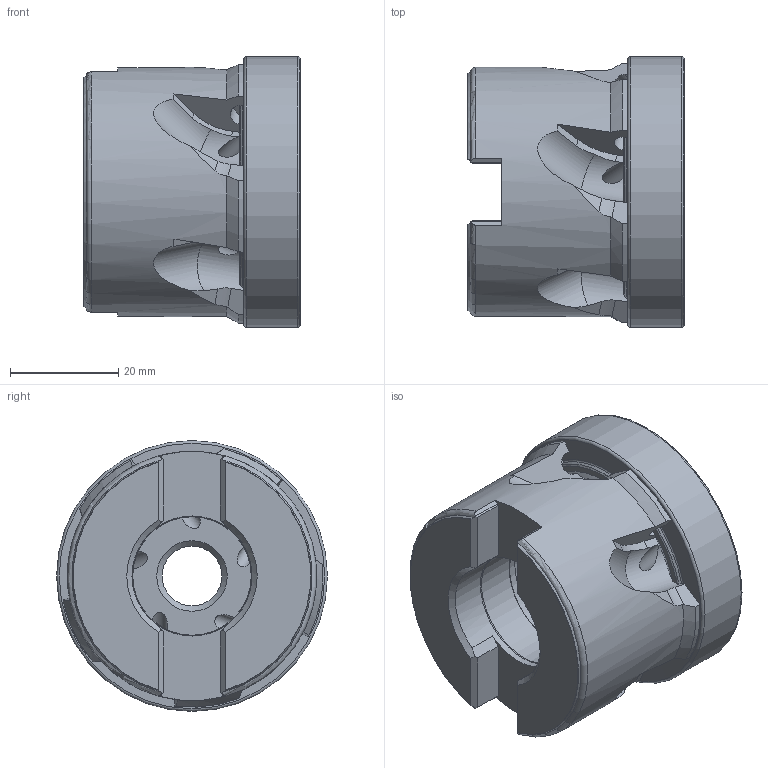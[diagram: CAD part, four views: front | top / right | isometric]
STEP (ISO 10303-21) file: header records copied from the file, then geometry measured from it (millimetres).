
FILE_DESCRIPTION (( 'STEP AP214' ), '1' );
FILE_NAME ('90PP-050-10-5.STEP', '2014-11-18T08:55:06', ( '' ), ( '' ), 'SwSTEP 2.0', 'SolidWorks 2014', '' );
FILE_SCHEMA (( 'AUTOMOTIVE_DESIGN' ));
Length unit declared in the file: millimetre
Products named in the file (1): 90PP-050-10-5
Bounding box: 39.99 x 49.96 x 49.96 mm (x, y, z)
Volume: 50299.9 mm3; surface area: 13492.1 mm2
Topology: 1 solids, 1 shells, 225 faces, 670 edges, 440 vertices
Faces by surface type: plane 113, cylinder 62, cone 30, torus 20
Full cylindrical faces by diameter (mm): 3 x5, 11 x1, 16.5 x1, 22 x1, 22.15 x1, 22.3 x1, 46 x1, 49.962 x1
Entity records: 8790 total; most frequent: CARTESIAN_POINT 2908, ORIENTED_EDGE 1254, DIRECTION 954, EDGE_CURVE 627, VERTEX_POINT 426, AXIS2_PLACEMENT_3D 375, EDGE_LOOP 259, FACE_OUTER_BOUND 243
